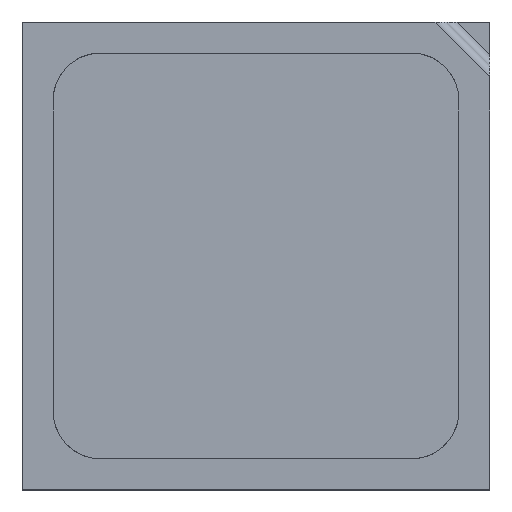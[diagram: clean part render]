
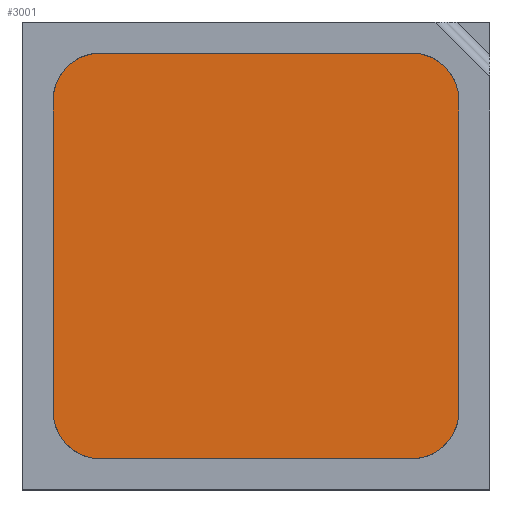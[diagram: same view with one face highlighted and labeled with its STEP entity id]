
A CAD part, top view. The second image highlights one B-rep face of the part: STEP entity #3001.
In plain terms, the highlighted face is planar.
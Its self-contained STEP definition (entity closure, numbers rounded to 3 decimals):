
#313 = CARTESIAN_POINT ( 'NONE',  ( 1., 0.66, -1.3 ) ) ;
#1203 = CIRCLE ( 'NONE', #9888, 0.3 ) ;
#1331 = DIRECTION ( 'NONE',  ( 0., 0., 1. ) ) ;
#1476 = DIRECTION ( 'NONE',  ( 0., 1., 0. ) ) ;
#1500 = VECTOR ( 'NONE', #3179, 1000. ) ;
#1645 = EDGE_LOOP ( 'NONE', ( #4913, #8680, #11667, #10668, #5753, #11190, #5115, #11717 ) ) ;
#1668 = AXIS2_PLACEMENT_3D ( 'NONE', #8954, #11978, #5191 ) ;
#2081 = EDGE_CURVE ( 'NONE', #8005, #8052, #3708, .T. ) ;
#2097 = DIRECTION ( 'NONE',  ( 0., 0., 1. ) ) ;
#2290 = CARTESIAN_POINT ( 'NONE',  ( -1.3, 0.66, -1. ) ) ;
#2441 = CARTESIAN_POINT ( 'NONE',  ( -1., 0.66, -1. ) ) ;
#2444 = CARTESIAN_POINT ( 'NONE',  ( 1.3, 0.66, 1. ) ) ;
#2468 = EDGE_CURVE ( 'NONE', #9045, #4475, #8076, .T. ) ;
#2637 = CARTESIAN_POINT ( 'NONE',  ( -0.65, 0.66, -1.3 ) ) ;
#3001 = ADVANCED_FACE ( 'NONE', ( #11300 ), #6139, .T. ) ;
#3011 = EDGE_CURVE ( 'NONE', #8052, #3570, #4513, .T. ) ;
#3050 = VERTEX_POINT ( 'NONE', #9687 ) ;
#3179 = DIRECTION ( 'NONE',  ( 1., 0., 0. ) ) ;
#3207 = CARTESIAN_POINT ( 'NONE',  ( 1., 0.66, 1. ) ) ;
#3361 = CARTESIAN_POINT ( 'NONE',  ( -1., 0.66, 1.3 ) ) ;
#3570 = VERTEX_POINT ( 'NONE', #8937 ) ;
#3708 = CIRCLE ( 'NONE', #8670, 0.3 ) ;
#4159 = AXIS2_PLACEMENT_3D ( 'NONE', #3207, #7015, #2097 ) ;
#4272 = LINE ( 'NONE', #11058, #1500 ) ;
#4475 = VERTEX_POINT ( 'NONE', #2444 ) ;
#4513 = LINE ( 'NONE', #2637, #9462 ) ;
#4559 = DIRECTION ( 'NONE',  ( 0., 1., 0. ) ) ;
#4913 = ORIENTED_EDGE ( 'NONE', *, *, #7115, .T. ) ;
#5115 = ORIENTED_EDGE ( 'NONE', *, *, #2081, .T. ) ;
#5191 = DIRECTION ( 'NONE',  ( 0., 0., 1. ) ) ;
#5543 = EDGE_CURVE ( 'NONE', #11510, #3050, #12251, .T. ) ;
#5753 = ORIENTED_EDGE ( 'NONE', *, *, #2468, .T. ) ;
#6139 = PLANE ( 'NONE',  #6167 ) ;
#6167 = AXIS2_PLACEMENT_3D ( 'NONE', #2441, #1476, #9364 ) ;
#6277 = EDGE_CURVE ( 'NONE', #4475, #8005, #7626, .T. ) ;
#6586 = CARTESIAN_POINT ( 'NONE',  ( 1.3, 0.66, 1. ) ) ;
#7015 = DIRECTION ( 'NONE',  ( 0., 1., 0. ) ) ;
#7115 = EDGE_CURVE ( 'NONE', #3570, #11510, #9935, .T. ) ;
#7468 = DIRECTION ( 'NONE',  ( 0., 0., 1. ) ) ;
#7597 = CARTESIAN_POINT ( 'NONE',  ( -1., 0.66, 1. ) ) ;
#7619 = DIRECTION ( 'NONE',  ( -1., 0., 0. ) ) ;
#7626 = LINE ( 'NONE', #6586, #10605 ) ;
#7979 = VERTEX_POINT ( 'NONE', #3361 ) ;
#8005 = VERTEX_POINT ( 'NONE', #9236 ) ;
#8021 = CARTESIAN_POINT ( 'NONE',  ( -1.3, 0.66, -1. ) ) ;
#8052 = VERTEX_POINT ( 'NONE', #313 ) ;
#8076 = CIRCLE ( 'NONE', #4159, 0.3 ) ;
#8588 = CARTESIAN_POINT ( 'NONE',  ( 1., 0.66, -1. ) ) ;
#8670 = AXIS2_PLACEMENT_3D ( 'NONE', #8588, #12518, #10395 ) ;
#8680 = ORIENTED_EDGE ( 'NONE', *, *, #5543, .T. ) ;
#8937 = CARTESIAN_POINT ( 'NONE',  ( -1., 0.66, -1.3 ) ) ;
#8954 = CARTESIAN_POINT ( 'NONE',  ( -1., 0.66, -1. ) ) ;
#9045 = VERTEX_POINT ( 'NONE', #12393 ) ;
#9236 = CARTESIAN_POINT ( 'NONE',  ( 1.3, 0.66, -1. ) ) ;
#9364 = DIRECTION ( 'NONE',  ( 1., 0., 0. ) ) ;
#9410 = VECTOR ( 'NONE', #1331, 1000. ) ;
#9462 = VECTOR ( 'NONE', #7619, 1000. ) ;
#9671 = EDGE_CURVE ( 'NONE', #3050, #7979, #1203, .T. ) ;
#9687 = CARTESIAN_POINT ( 'NONE',  ( -1.3, 0.66, 1. ) ) ;
#9888 = AXIS2_PLACEMENT_3D ( 'NONE', #7597, #4559, #7468 ) ;
#9935 = CIRCLE ( 'NONE', #1668, 0.3 ) ;
#10395 = DIRECTION ( 'NONE',  ( 0., 0., 1. ) ) ;
#10605 = VECTOR ( 'NONE', #11570, 1000. ) ;
#10668 = ORIENTED_EDGE ( 'NONE', *, *, #12747, .T. ) ;
#11058 = CARTESIAN_POINT ( 'NONE',  ( -0.5, 0.66, 1.3 ) ) ;
#11190 = ORIENTED_EDGE ( 'NONE', *, *, #6277, .T. ) ;
#11300 = FACE_OUTER_BOUND ( 'NONE', #1645, .T. ) ;
#11510 = VERTEX_POINT ( 'NONE', #8021 ) ;
#11570 = DIRECTION ( 'NONE',  ( 0., 0., -1. ) ) ;
#11667 = ORIENTED_EDGE ( 'NONE', *, *, #9671, .T. ) ;
#11717 = ORIENTED_EDGE ( 'NONE', *, *, #3011, .T. ) ;
#11978 = DIRECTION ( 'NONE',  ( 0., 1., 0. ) ) ;
#12251 = LINE ( 'NONE', #2290, #9410 ) ;
#12393 = CARTESIAN_POINT ( 'NONE',  ( 1., 0.66, 1.3 ) ) ;
#12518 = DIRECTION ( 'NONE',  ( 0., 1., 0. ) ) ;
#12747 = EDGE_CURVE ( 'NONE', #7979, #9045, #4272, .T. ) ;
